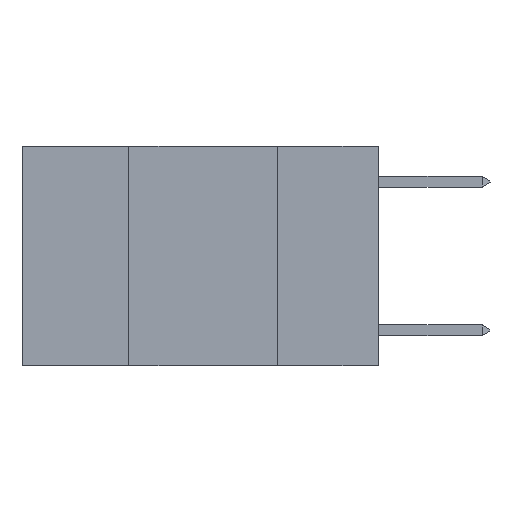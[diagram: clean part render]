
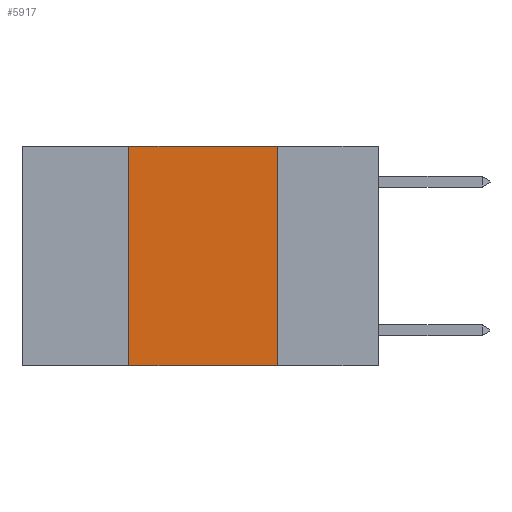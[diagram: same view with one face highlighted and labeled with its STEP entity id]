
A CAD part, left-side view. The second image highlights one B-rep face of the part: STEP entity #5917.
In plain terms, the highlighted planar face has unit normal (-1, 0, 0).
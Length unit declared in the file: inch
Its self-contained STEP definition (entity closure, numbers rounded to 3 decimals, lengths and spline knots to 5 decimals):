
#511 = VECTOR ( 'NONE', #8923, 39.37008 ) ;
#540 = ORIENTED_EDGE ( 'NONE', *, *, #7239, .F. ) ;
#556 = ORIENTED_EDGE ( 'NONE', *, *, #5843, .F. ) ;
#590 = LINE ( 'NONE', #1115, #511 ) ;
#612 = ORIENTED_EDGE ( 'NONE', *, *, #9440, .F. ) ;
#712 = EDGE_CURVE ( 'NONE', #5962, #8268, #2621, .T. ) ;
#727 = ORIENTED_EDGE ( 'NONE', *, *, #712, .T. ) ;
#1115 = CARTESIAN_POINT ( 'NONE',  ( 0., 0.42, 0. ) ) ;
#1648 = VECTOR ( 'NONE', #6769, 39.37008 ) ;
#1659 = EDGE_LOOP ( 'NONE', ( #540, #556, #612, #727 ) ) ;
#2009 = LINE ( 'NONE', #6693, #1648 ) ;
#2254 = VECTOR ( 'NONE', #3839, 39.37008 ) ;
#2517 = CARTESIAN_POINT ( 'NONE',  ( 0., 0.17, 0. ) ) ;
#2621 = LINE ( 'NONE', #10734, #2254 ) ;
#3839 = DIRECTION ( 'NONE',  ( 0., -1., 0. ) ) ;
#4001 = VERTEX_POINT ( 'NONE', #2517 ) ;
#4677 = CARTESIAN_POINT ( 'NONE',  ( 0., 0.42, -0.37 ) ) ;
#4747 = DIRECTION ( 'NONE',  ( 0., 0., -1. ) ) ;
#4756 = DIRECTION ( 'NONE',  ( 1., 0., 0. ) ) ;
#4796 = CARTESIAN_POINT ( 'NONE',  ( 0., 0.6, 0. ) ) ;
#4809 = PLANE ( 'NONE',  #9548 ) ;
#5416 = DIRECTION ( 'NONE',  ( 0., -1., 0. ) ) ;
#5453 = CARTESIAN_POINT ( 'NONE',  ( 0., 0.6, 0. ) ) ;
#5843 = EDGE_CURVE ( 'NONE', #9182, #4001, #10184, .T. ) ;
#5917 = ADVANCED_FACE ( 'NONE', ( #9659 ), #4809, .F. ) ;
#5962 = VERTEX_POINT ( 'NONE', #4677 ) ;
#6234 = CARTESIAN_POINT ( 'NONE',  ( 0., 0.17, -0.37 ) ) ;
#6693 = CARTESIAN_POINT ( 'NONE',  ( 0., 0.17, 0. ) ) ;
#6769 = DIRECTION ( 'NONE',  ( 0., 0., -1. ) ) ;
#7239 = EDGE_CURVE ( 'NONE', #4001, #8268, #2009, .T. ) ;
#8268 = VERTEX_POINT ( 'NONE', #6234 ) ;
#8923 = DIRECTION ( 'NONE',  ( 0., 0., 1. ) ) ;
#9182 = VERTEX_POINT ( 'NONE', #11112 ) ;
#9440 = EDGE_CURVE ( 'NONE', #5962, #9182, #590, .T. ) ;
#9548 = AXIS2_PLACEMENT_3D ( 'NONE', #4796, #4756, #4747 ) ;
#9659 = FACE_OUTER_BOUND ( 'NONE', #1659, .T. ) ;
#10099 = VECTOR ( 'NONE', #5416, 39.37008 ) ;
#10184 = LINE ( 'NONE', #5453, #10099 ) ;
#10734 = CARTESIAN_POINT ( 'NONE',  ( 0., 0.6, -0.37 ) ) ;
#11112 = CARTESIAN_POINT ( 'NONE',  ( 0., 0.42, 0. ) ) ;
